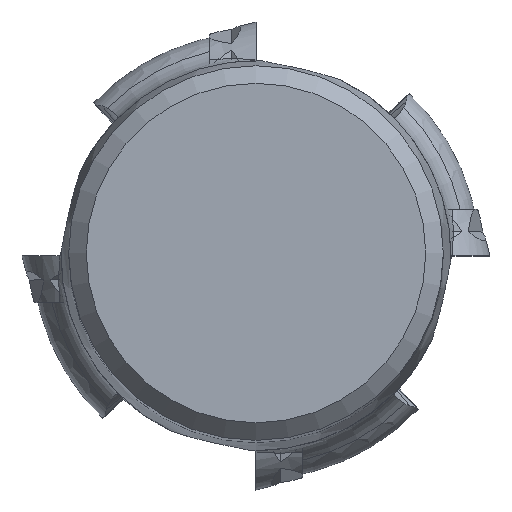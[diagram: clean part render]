
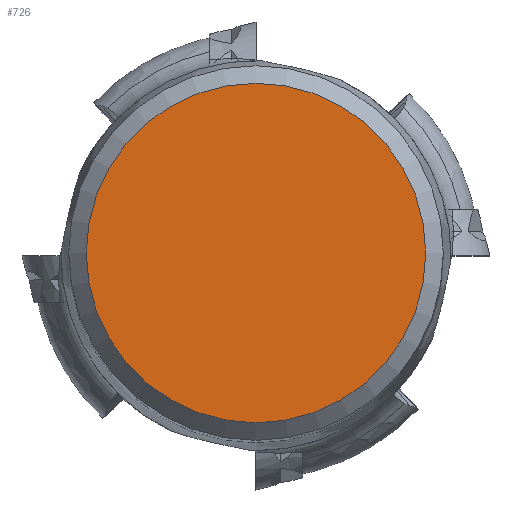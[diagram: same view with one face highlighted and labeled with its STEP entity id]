
A CAD part, top view. The second image highlights one B-rep face of the part: STEP entity #726.
In plain terms, the highlighted planar face has unit normal (0, 0, 1).
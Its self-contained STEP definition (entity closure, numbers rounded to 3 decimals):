
#472=FACE_OUTER_BOUND('',#1244,.T.);
#726=ADVANCED_FACE('CU_SU3',(#472),#984,.F.);
#984=PLANE('',#5265);
#1244=EDGE_LOOP('',(#2417));
#1589=CIRCLE('',#5264,14.494);
#2417=ORIENTED_EDGE('',*,*,#4267,.F.);
#3740=VERTEX_POINT('',#7962);
#4267=EDGE_CURVE('',#3740,#3740,#1589,.T.);
#5264=AXIS2_PLACEMENT_3D('',#7961,#5977,#5978);
#5265=AXIS2_PLACEMENT_3D('',#7963,#5979,#5980);
#5977=DIRECTION('',(0.,0.,-1.));
#5978=DIRECTION('',(-1.,0.,0.));
#5979=DIRECTION('',(0.,0.,-1.));
#5980=DIRECTION('',(-1.,0.,0.));
#7961=CARTESIAN_POINT('',(0.,0.,0.));
#7962=CARTESIAN_POINT('',(-14.494,0.,0.));
#7963=CARTESIAN_POINT('',(0.,0.,0.));
